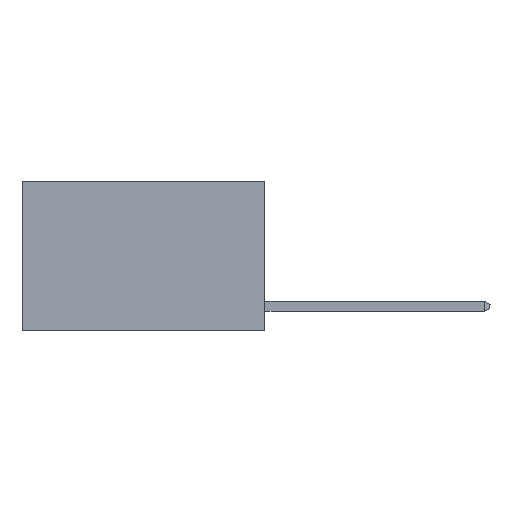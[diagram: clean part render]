
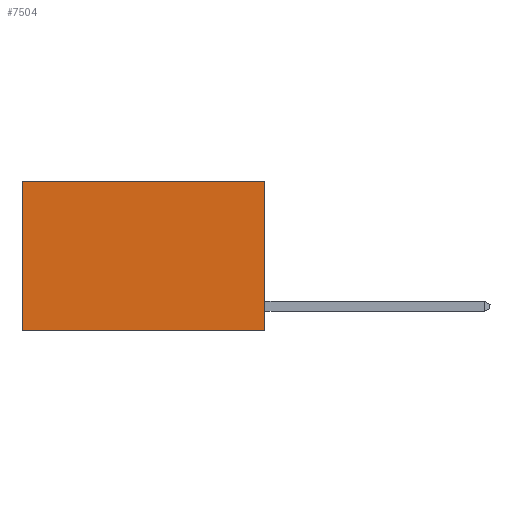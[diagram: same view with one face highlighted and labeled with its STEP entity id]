
A CAD part, left-side view. The second image highlights one B-rep face of the part: STEP entity #7504.
In plain terms, the highlighted planar face has unit normal (-1, 0, 0).
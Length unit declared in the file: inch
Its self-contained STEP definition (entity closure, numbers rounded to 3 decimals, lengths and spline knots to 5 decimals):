
#141 = CARTESIAN_POINT ( 'NONE',  ( 0.2625, 0., -0.37 ) ) ;
#274 = CARTESIAN_POINT ( 'NONE',  ( 0.2625, 0., 0. ) ) ;
#393 = LINE ( 'NONE', #12242, #3653 ) ;
#848 = CARTESIAN_POINT ( 'NONE',  ( 0.2625, 0.6, -0.37 ) ) ;
#854 = LINE ( 'NONE', #2999, #7876 ) ;
#1053 = ORIENTED_EDGE ( 'NONE', *, *, #2161, .T. ) ;
#2161 = EDGE_CURVE ( 'NONE', #16969, #15138, #8168, .T. ) ;
#2459 = DIRECTION ( 'NONE',  ( 1., 0., 0. ) ) ;
#2823 = EDGE_LOOP ( 'NONE', ( #1053, #13610, #6557, #9669 ) ) ;
#2999 = CARTESIAN_POINT ( 'NONE',  ( 0.2625, 0., -0.37 ) ) ;
#3021 = VERTEX_POINT ( 'NONE', #274 ) ;
#3653 = VECTOR ( 'NONE', #17803, 39.37008 ) ;
#5623 = CARTESIAN_POINT ( 'NONE',  ( 0.2625, 0.6, 0. ) ) ;
#6006 = CARTESIAN_POINT ( 'NONE',  ( 0.2625, 0.6, 0. ) ) ;
#6557 = ORIENTED_EDGE ( 'NONE', *, *, #10627, .F. ) ;
#6645 = FACE_OUTER_BOUND ( 'NONE', #2823, .T. ) ;
#7081 = VECTOR ( 'NONE', #7412, 39.37008 ) ;
#7182 = DIRECTION ( 'NONE',  ( 0., 1., 0. ) ) ;
#7412 = DIRECTION ( 'NONE',  ( 0., 0., -1. ) ) ;
#7504 = ADVANCED_FACE ( 'NONE', ( #6645 ), #9641, .F. ) ;
#7876 = VECTOR ( 'NONE', #7182, 39.37008 ) ;
#8067 = EDGE_CURVE ( 'NONE', #3021, #16969, #15989, .T. ) ;
#8168 = LINE ( 'NONE', #6006, #7081 ) ;
#8212 = DIRECTION ( 'NONE',  ( 0., 0., -1. ) ) ;
#8869 = AXIS2_PLACEMENT_3D ( 'NONE', #15094, #2459, #8212 ) ;
#9598 = VERTEX_POINT ( 'NONE', #141 ) ;
#9641 = PLANE ( 'NONE',  #8869 ) ;
#9669 = ORIENTED_EDGE ( 'NONE', *, *, #8067, .T. ) ;
#10627 = EDGE_CURVE ( 'NONE', #3021, #9598, #393, .T. ) ;
#12241 = VECTOR ( 'NONE', #12945, 39.37008 ) ;
#12242 = CARTESIAN_POINT ( 'NONE',  ( 0.2625, 0., 0. ) ) ;
#12945 = DIRECTION ( 'NONE',  ( 0., 1., 0. ) ) ;
#13610 = ORIENTED_EDGE ( 'NONE', *, *, #15547, .F. ) ;
#15094 = CARTESIAN_POINT ( 'NONE',  ( 0.2625, 0., 0. ) ) ;
#15138 = VERTEX_POINT ( 'NONE', #848 ) ;
#15547 = EDGE_CURVE ( 'NONE', #9598, #15138, #854, .T. ) ;
#15989 = LINE ( 'NONE', #17093, #12241 ) ;
#16969 = VERTEX_POINT ( 'NONE', #5623 ) ;
#17093 = CARTESIAN_POINT ( 'NONE',  ( 0.2625, 0., 0. ) ) ;
#17803 = DIRECTION ( 'NONE',  ( 0., 0., -1. ) ) ;
